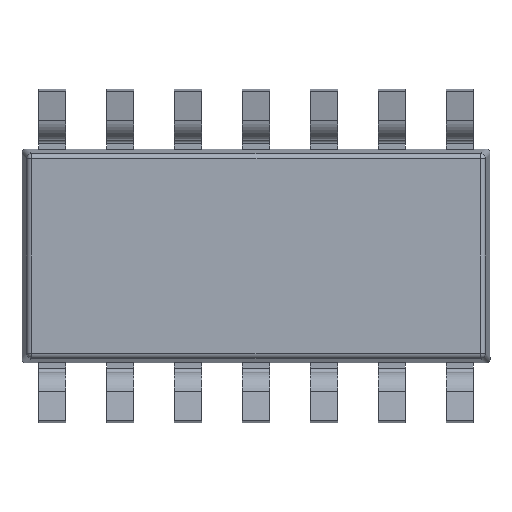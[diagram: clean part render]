
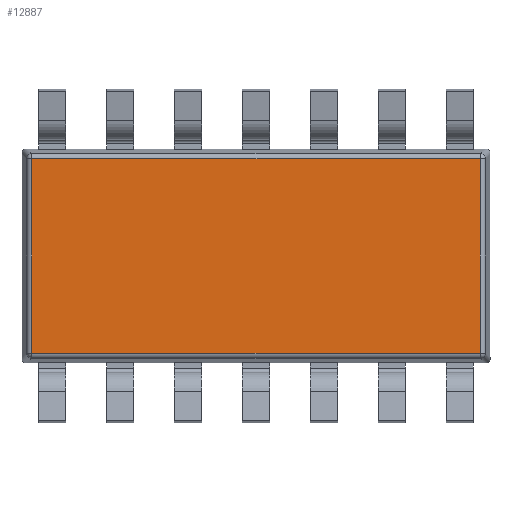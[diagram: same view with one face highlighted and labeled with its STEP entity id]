
A CAD part, front view. The second image highlights one B-rep face of the part: STEP entity #12887.
In plain terms, the highlighted planar face has unit normal (0, -1, 0).
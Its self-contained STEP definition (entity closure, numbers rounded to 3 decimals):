
#307 = EDGE_LOOP ( 'NONE', ( #6389, #10852, #12079, #6413 ) ) ;
#387 = EDGE_CURVE ( 'NONE', #10817, #8713, #3189, .T. ) ;
#1346 = DIRECTION ( 'NONE',  ( 0., 0., -1. ) ) ;
#1766 = CARTESIAN_POINT ( 'NONE',  ( 0., 0.125, 0. ) ) ;
#2018 = CARTESIAN_POINT ( 'NONE',  ( -4.191, 0.125, -1.816 ) ) ;
#2572 = EDGE_CURVE ( 'NONE', #10264, #2675, #2694, .T. ) ;
#2675 = VERTEX_POINT ( 'NONE', #13651 ) ;
#2694 = LINE ( 'NONE', #8375, #3818 ) ;
#2696 = CARTESIAN_POINT ( 'NONE',  ( 4.275, 0.125, -1.816 ) ) ;
#3189 = LINE ( 'NONE', #14207, #8812 ) ;
#3583 = CARTESIAN_POINT ( 'NONE',  ( -4.191, 0.125, 1.816 ) ) ;
#3738 = EDGE_CURVE ( 'NONE', #8713, #10264, #13190, .T. ) ;
#3818 = VECTOR ( 'NONE', #13269, 1000. ) ;
#3906 = FACE_OUTER_BOUND ( 'NONE', #307, .T. ) ;
#4124 = CARTESIAN_POINT ( 'NONE',  ( -4.275, 0.125, 1.816 ) ) ;
#4160 = CARTESIAN_POINT ( 'NONE',  ( 4.191, 0.125, -1.816 ) ) ;
#5282 = DIRECTION ( 'NONE',  ( 0., 1., 0. ) ) ;
#6389 = ORIENTED_EDGE ( 'NONE', *, *, #387, .T. ) ;
#6413 = ORIENTED_EDGE ( 'NONE', *, *, #15125, .T. ) ;
#8375 = CARTESIAN_POINT ( 'NONE',  ( 4.191, 0.125, 1.9 ) ) ;
#8713 = VERTEX_POINT ( 'NONE', #2018 ) ;
#8795 = DIRECTION ( 'NONE',  ( -1., 0., 0. ) ) ;
#8812 = VECTOR ( 'NONE', #1346, 1000. ) ;
#9544 = VECTOR ( 'NONE', #8795, 1000. ) ;
#9877 = PLANE ( 'NONE',  #11501 ) ;
#9938 = LINE ( 'NONE', #4124, #9544 ) ;
#10264 = VERTEX_POINT ( 'NONE', #4160 ) ;
#10817 = VERTEX_POINT ( 'NONE', #3583 ) ;
#10852 = ORIENTED_EDGE ( 'NONE', *, *, #3738, .T. ) ;
#11501 = AXIS2_PLACEMENT_3D ( 'NONE', #1766, #5282, #14622 ) ;
#12079 = ORIENTED_EDGE ( 'NONE', *, *, #2572, .T. ) ;
#12887 = ADVANCED_FACE ( 'NONE', ( #3906 ), #9877, .F. ) ;
#13190 = LINE ( 'NONE', #2696, #14857 ) ;
#13269 = DIRECTION ( 'NONE',  ( 0., 0., 1. ) ) ;
#13431 = DIRECTION ( 'NONE',  ( 1., 0., 0. ) ) ;
#13651 = CARTESIAN_POINT ( 'NONE',  ( 4.191, 0.125, 1.816 ) ) ;
#14207 = CARTESIAN_POINT ( 'NONE',  ( -4.191, 0.125, -1.9 ) ) ;
#14622 = DIRECTION ( 'NONE',  ( 0., 0., 1. ) ) ;
#14857 = VECTOR ( 'NONE', #13431, 1000. ) ;
#15125 = EDGE_CURVE ( 'NONE', #2675, #10817, #9938, .T. ) ;
